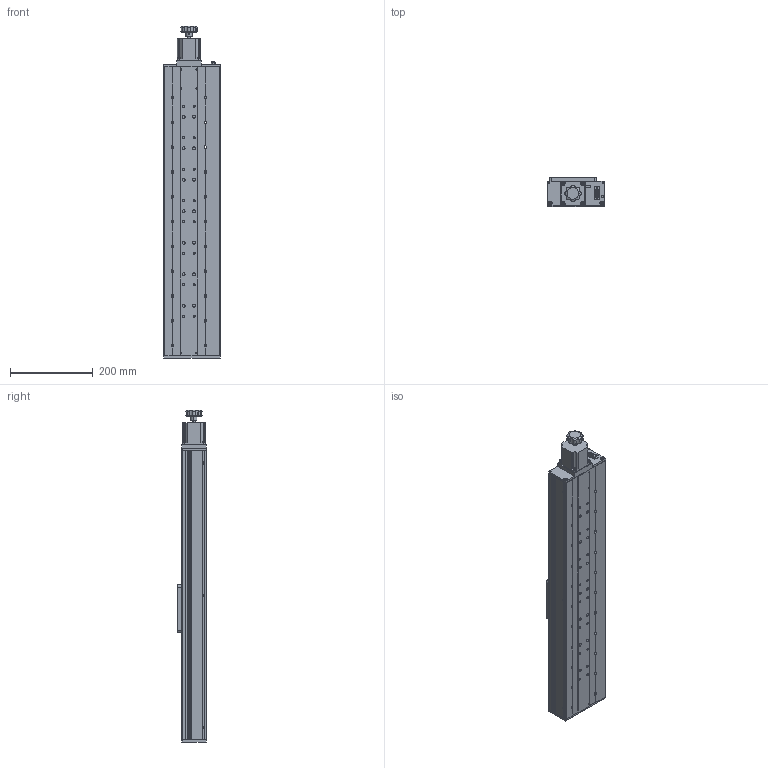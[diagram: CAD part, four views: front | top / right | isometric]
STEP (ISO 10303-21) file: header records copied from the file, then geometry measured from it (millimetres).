
FILE_DESCRIPTION (( 'STEP AP214' ), '1' );
FILE_NAME ('08HMT-500.STEP', '2018-09-28T04:10:27', ( '' ), ( '' ), 'SwSTEP 2.0', 'SolidWorks 2016', '' );
FILE_SCHEMA (( 'AUTOMOTIVE_DESIGN' ));
Length unit declared in the file: millimetre
Products named in the file (1): 08HMT-500
Bounding box: 137 x 71 x 803.3 mm (x, y, z)
Surface area: 544038.9 mm2 (no closed solid volume)
Topology: 0 solids, 45 shells, 803 faces, 2791 edges, 2016 vertices
Faces by surface type: plane 354, cylinder 341, cone 72, torus 28, sphere 8
Entity records: 40014 total; most frequent: CARTESIAN_POINT 6353, DIRECTION 5459, ORIENTED_EDGE 4525, EDGE_CURVE 2791, VERTEX_POINT 2016, AXIS2_PLACEMENT_3D 1948, LINE 1563, VECTOR 1563
